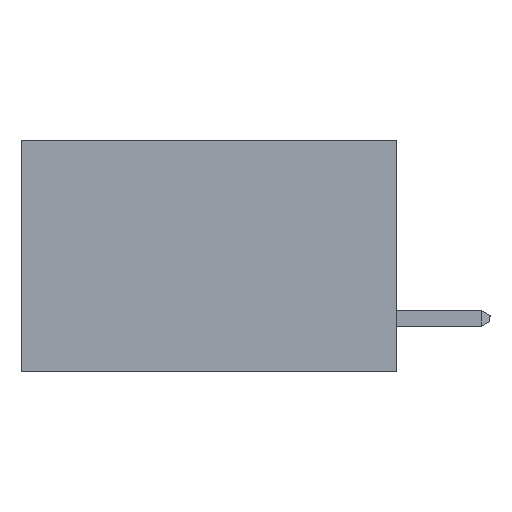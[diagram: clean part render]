
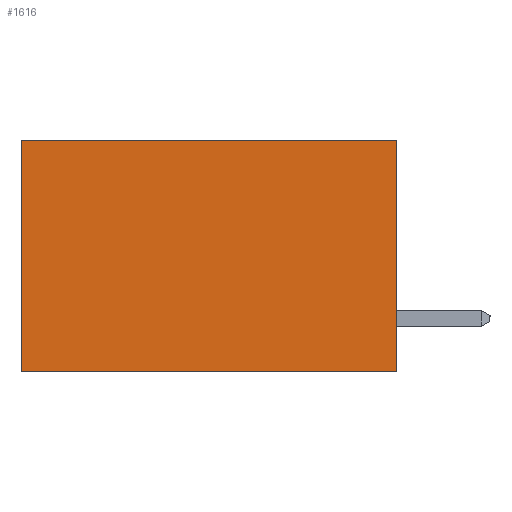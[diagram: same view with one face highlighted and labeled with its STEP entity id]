
A CAD part, left-side view. The second image highlights one B-rep face of the part: STEP entity #1616.
In plain terms, the highlighted planar face has unit normal (-1, 0, 0).
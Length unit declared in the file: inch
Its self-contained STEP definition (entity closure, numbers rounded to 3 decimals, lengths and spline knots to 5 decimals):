
#348 = ORIENTED_EDGE ( 'NONE', *, *, #16274, .T. ) ;
#1028 = VERTEX_POINT ( 'NONE', #11458 ) ;
#1262 = DIRECTION ( 'NONE',  ( 0., 0., -1. ) ) ;
#1497 = EDGE_CURVE ( 'NONE', #12534, #6957, #7256, .T. ) ;
#1616 = ADVANCED_FACE ( 'NONE', ( #15253 ), #3028, .F. ) ;
#2324 = DIRECTION ( 'NONE',  ( 0., 0., -1. ) ) ;
#2366 = DIRECTION ( 'NONE',  ( 1., 0., 0. ) ) ;
#2549 = LINE ( 'NONE', #13733, #10117 ) ;
#2618 = CARTESIAN_POINT ( 'NONE',  ( 0.2615, 0., -0.37 ) ) ;
#3028 = PLANE ( 'NONE',  #15637 ) ;
#3207 = LINE ( 'NONE', #13584, #9945 ) ;
#5269 = CARTESIAN_POINT ( 'NONE',  ( 0.2615, 0., 0. ) ) ;
#5650 = ORIENTED_EDGE ( 'NONE', *, *, #1497, .T. ) ;
#5657 = CARTESIAN_POINT ( 'NONE',  ( 0.2615, 0., -0.37 ) ) ;
#5803 = DIRECTION ( 'NONE',  ( 0., 0., -1. ) ) ;
#6034 = ORIENTED_EDGE ( 'NONE', *, *, #8775, .F. ) ;
#6585 = CARTESIAN_POINT ( 'NONE',  ( 0.2615, 0.6, 0. ) ) ;
#6957 = VERTEX_POINT ( 'NONE', #6585 ) ;
#7256 = LINE ( 'NONE', #5269, #17235 ) ;
#7442 = VERTEX_POINT ( 'NONE', #5657 ) ;
#7746 = DIRECTION ( 'NONE',  ( 0., 1., 0. ) ) ;
#8095 = CARTESIAN_POINT ( 'NONE',  ( 0.2615, 0., -0.37 ) ) ;
#8238 = ORIENTED_EDGE ( 'NONE', *, *, #15641, .F. ) ;
#8775 = EDGE_CURVE ( 'NONE', #12534, #7442, #10368, .T. ) ;
#9945 = VECTOR ( 'NONE', #16158, 39.37008 ) ;
#9959 = VECTOR ( 'NONE', #1262, 39.37008 ) ;
#10117 = VECTOR ( 'NONE', #5803, 39.37008 ) ;
#10368 = LINE ( 'NONE', #8095, #9959 ) ;
#11458 = CARTESIAN_POINT ( 'NONE',  ( 0.2615, 0.6, -0.37 ) ) ;
#12534 = VERTEX_POINT ( 'NONE', #15040 ) ;
#13584 = CARTESIAN_POINT ( 'NONE',  ( 0.2615, 0., -0.37 ) ) ;
#13733 = CARTESIAN_POINT ( 'NONE',  ( 0.2615, 0.6, -0.37 ) ) ;
#14756 = EDGE_LOOP ( 'NONE', ( #348, #8238, #6034, #5650 ) ) ;
#15040 = CARTESIAN_POINT ( 'NONE',  ( 0.2615, 0., 0. ) ) ;
#15253 = FACE_OUTER_BOUND ( 'NONE', #14756, .T. ) ;
#15637 = AXIS2_PLACEMENT_3D ( 'NONE', #2618, #2366, #2324 ) ;
#15641 = EDGE_CURVE ( 'NONE', #7442, #1028, #3207, .T. ) ;
#16158 = DIRECTION ( 'NONE',  ( 0., 1., 0. ) ) ;
#16274 = EDGE_CURVE ( 'NONE', #6957, #1028, #2549, .T. ) ;
#17235 = VECTOR ( 'NONE', #7746, 39.37008 ) ;
